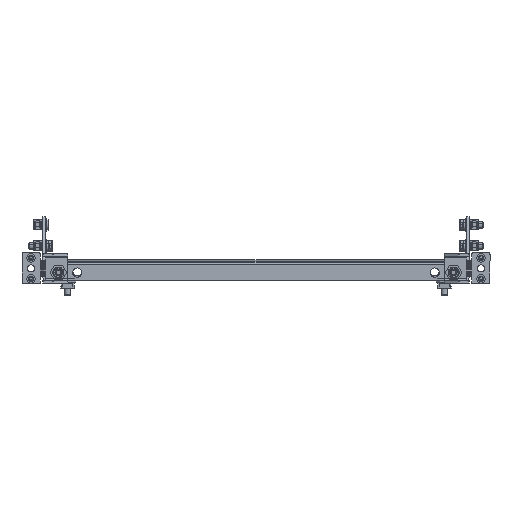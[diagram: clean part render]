
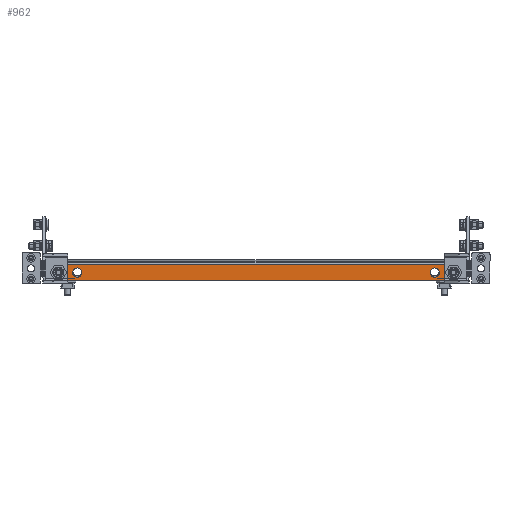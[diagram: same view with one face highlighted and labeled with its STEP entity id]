
A CAD part, front view. The second image highlights one B-rep face of the part: STEP entity #962.
In plain terms, the highlighted planar face has unit normal (0, -1, -0.002).
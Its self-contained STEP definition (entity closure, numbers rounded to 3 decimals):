
#237 = CARTESIAN_POINT ( 'NONE',  ( 242.146, -548., -16. ) ) ;
#255 = VERTEX_POINT ( 'NONE', #1485 ) ;
#281 = EDGE_CURVE ( 'NONE', #4520, #8630, #4723, .T. ) ;
#466 = EDGE_CURVE ( 'NONE', #18503, #15780, #1529, .T. ) ;
#671 = AXIS2_PLACEMENT_3D ( 'NONE', #894, #7494, #12076 ) ;
#894 = CARTESIAN_POINT ( 'NONE',  ( -242.146, -548., -16. ) ) ;
#962 = ADVANCED_FACE ( 'NONE', ( #12389, #18320, #19335, #11882, #18834 ), #12172, .F. ) ;
#1207 = CIRCLE ( 'NONE', #3035, 5.5 ) ;
#1458 = CARTESIAN_POINT ( 'NONE',  ( -235., -548., -11.5 ) ) ;
#1485 = CARTESIAN_POINT ( 'NONE',  ( -247.146, -548., -2. ) ) ;
#1529 = CIRCLE ( 'NONE', #3301, 5.5 ) ;
#1584 = AXIS2_PLACEMENT_3D ( 'NONE', #237, #1833, #4918 ) ;
#1595 = VERTEX_POINT ( 'NONE', #3782 ) ;
#1656 = ORIENTED_EDGE ( 'NONE', *, *, #8467, .T. ) ;
#1833 = DIRECTION ( 'NONE',  ( 0., -1., 0. ) ) ;
#2024 = ORIENTED_EDGE ( 'NONE', *, *, #7751, .T. ) ;
#3035 = AXIS2_PLACEMENT_3D ( 'NONE', #17178, #18517, #15447 ) ;
#3077 = ORIENTED_EDGE ( 'NONE', *, *, #15461, .T. ) ;
#3110 = CIRCLE ( 'NONE', #671, 5. ) ;
#3117 = DIRECTION ( 'NONE',  ( 0., 0., 1. ) ) ;
#3123 = CARTESIAN_POINT ( 'NONE',  ( -235., -548., -11.5 ) ) ;
#3301 = AXIS2_PLACEMENT_3D ( 'NONE', #3123, #12509, #12381 ) ;
#3334 = LINE ( 'NONE', #9343, #17685 ) ;
#3436 = CARTESIAN_POINT ( 'NONE',  ( 235., -548., -11.5 ) ) ;
#3656 = DIRECTION ( 'NONE',  ( 0., -1., 0. ) ) ;
#3782 = CARTESIAN_POINT ( 'NONE',  ( -212.5, -548., -6. ) ) ;
#3917 = CARTESIAN_POINT ( 'NONE',  ( -242.146, -548., -21. ) ) ;
#4195 = AXIS2_PLACEMENT_3D ( 'NONE', #12579, #7777, #6320 ) ;
#4321 = DIRECTION ( 'NONE',  ( 0., -1., 0. ) ) ;
#4481 = VECTOR ( 'NONE', #11029, 1000. ) ;
#4520 = VERTEX_POINT ( 'NONE', #16163 ) ;
#4544 = EDGE_LOOP ( 'NONE', ( #1656, #16310 ) ) ;
#4680 = DIRECTION ( 'NONE',  ( 1., 0., 0. ) ) ;
#4723 = CIRCLE ( 'NONE', #1584, 5. ) ;
#4880 = EDGE_LOOP ( 'NONE', ( #3077, #19398 ) ) ;
#4918 = DIRECTION ( 'NONE',  ( 0., 0., 1. ) ) ;
#5138 = LINE ( 'NONE', #5180, #17040 ) ;
#5165 = AXIS2_PLACEMENT_3D ( 'NONE', #5548, #6970, #8555 ) ;
#5180 = CARTESIAN_POINT ( 'NONE',  ( -247.146, -548., 0. ) ) ;
#5439 = EDGE_CURVE ( 'NONE', #15554, #1595, #8248, .T. ) ;
#5548 = CARTESIAN_POINT ( 'NONE',  ( 212.5, -548., -11.5 ) ) ;
#5840 = CARTESIAN_POINT ( 'NONE',  ( 247.146, -548., -2. ) ) ;
#6134 = CARTESIAN_POINT ( 'NONE',  ( -249.5, -548., 0. ) ) ;
#6320 = DIRECTION ( 'NONE',  ( 0., 0., -1. ) ) ;
#6510 = CARTESIAN_POINT ( 'NONE',  ( 212.5, -548., -11.5 ) ) ;
#6970 = DIRECTION ( 'NONE',  ( 0., 1., 0. ) ) ;
#7277 = DIRECTION ( 'NONE',  ( 0., 0., -1. ) ) ;
#7494 = DIRECTION ( 'NONE',  ( 0., -1., 0. ) ) ;
#7656 = CARTESIAN_POINT ( 'NONE',  ( -235., -548., -6. ) ) ;
#7751 = EDGE_CURVE ( 'NONE', #14165, #4520, #16582, .T. ) ;
#7777 = DIRECTION ( 'NONE',  ( 0., 1., 0. ) ) ;
#8073 = CARTESIAN_POINT ( 'NONE',  ( 212.5, -548., -6. ) ) ;
#8113 = AXIS2_PLACEMENT_3D ( 'NONE', #20201, #4321, #7277 ) ;
#8176 = AXIS2_PLACEMENT_3D ( 'NONE', #6134, #12586, #3117 ) ;
#8232 = EDGE_LOOP ( 'NONE', ( #8965, #20308 ) ) ;
#8243 = DIRECTION ( 'NONE',  ( 0., 1., 0. ) ) ;
#8248 = CIRCLE ( 'NONE', #8113, 5.5 ) ;
#8306 = DIRECTION ( 'NONE',  ( 0., 0., -1. ) ) ;
#8317 = EDGE_CURVE ( 'NONE', #16931, #14165, #3110, .T. ) ;
#8467 = EDGE_CURVE ( 'NONE', #12271, #11614, #15313, .T. ) ;
#8555 = DIRECTION ( 'NONE',  ( 0., 0., -1. ) ) ;
#8630 = VERTEX_POINT ( 'NONE', #16259 ) ;
#8730 = ORIENTED_EDGE ( 'NONE', *, *, #9258, .T. ) ;
#8764 = CIRCLE ( 'NONE', #4195, 5.5 ) ;
#8833 = CARTESIAN_POINT ( 'NONE',  ( 235., -548., -6. ) ) ;
#8965 = ORIENTED_EDGE ( 'NONE', *, *, #15463, .F. ) ;
#9258 = EDGE_CURVE ( 'NONE', #255, #16931, #5138, .T. ) ;
#9343 = CARTESIAN_POINT ( 'NONE',  ( 247.146, -548., 0. ) ) ;
#9489 = DIRECTION ( 'NONE',  ( 0., 1., 0. ) ) ;
#9565 = CARTESIAN_POINT ( 'NONE',  ( -249.5, -548., -21. ) ) ;
#10438 = ORIENTED_EDGE ( 'NONE', *, *, #5439, .F. ) ;
#10731 = CARTESIAN_POINT ( 'NONE',  ( -235., -548., -17. ) ) ;
#11029 = DIRECTION ( 'NONE',  ( 1., 0., 0. ) ) ;
#11120 = ORIENTED_EDGE ( 'NONE', *, *, #15798, .F. ) ;
#11152 = EDGE_LOOP ( 'NONE', ( #2024, #15799, #13163, #17877, #8730, #14274 ) ) ;
#11470 = VERTEX_POINT ( 'NONE', #8833 ) ;
#11614 = VERTEX_POINT ( 'NONE', #8073 ) ;
#11728 = CIRCLE ( 'NONE', #5165, 5.5 ) ;
#11821 = EDGE_CURVE ( 'NONE', #15820, #8630, #3334, .T. ) ;
#11882 = FACE_BOUND ( 'NONE', #14013, .T. ) ;
#11890 = EDGE_CURVE ( 'NONE', #11470, #14630, #15452, .T. ) ;
#12076 = DIRECTION ( 'NONE',  ( 0., 0., 1. ) ) ;
#12172 = PLANE ( 'NONE',  #8176 ) ;
#12271 = VERTEX_POINT ( 'NONE', #19731 ) ;
#12365 = DIRECTION ( 'NONE',  ( 0., 0., -1. ) ) ;
#12381 = DIRECTION ( 'NONE',  ( 0., 0., -1. ) ) ;
#12389 = FACE_BOUND ( 'NONE', #4880, .T. ) ;
#12508 = CIRCLE ( 'NONE', #16646, 5.5 ) ;
#12509 = DIRECTION ( 'NONE',  ( 0., -1., 0. ) ) ;
#12579 = CARTESIAN_POINT ( 'NONE',  ( 235., -548., -11.5 ) ) ;
#12586 = DIRECTION ( 'NONE',  ( 0., 1., 0. ) ) ;
#12886 = VECTOR ( 'NONE', #4680, 1000. ) ;
#13163 = ORIENTED_EDGE ( 'NONE', *, *, #11821, .F. ) ;
#13619 = EDGE_CURVE ( 'NONE', #255, #15820, #15874, .T. ) ;
#13823 = CARTESIAN_POINT ( 'NONE',  ( 249.5, -548., -2. ) ) ;
#14013 = EDGE_LOOP ( 'NONE', ( #10438, #11120 ) ) ;
#14117 = CARTESIAN_POINT ( 'NONE',  ( -247.146, -548., -16. ) ) ;
#14165 = VERTEX_POINT ( 'NONE', #3917 ) ;
#14274 = ORIENTED_EDGE ( 'NONE', *, *, #8317, .T. ) ;
#14630 = VERTEX_POINT ( 'NONE', #17788 ) ;
#15313 = CIRCLE ( 'NONE', #16005, 5.5 ) ;
#15447 = DIRECTION ( 'NONE',  ( 0., 0., -1. ) ) ;
#15452 = CIRCLE ( 'NONE', #20461, 5.5 ) ;
#15461 = EDGE_CURVE ( 'NONE', #14630, #11470, #8764, .T. ) ;
#15463 = EDGE_CURVE ( 'NONE', #15780, #18503, #12508, .T. ) ;
#15554 = VERTEX_POINT ( 'NONE', #20348 ) ;
#15780 = VERTEX_POINT ( 'NONE', #10731 ) ;
#15798 = EDGE_CURVE ( 'NONE', #1595, #15554, #1207, .T. ) ;
#15799 = ORIENTED_EDGE ( 'NONE', *, *, #281, .T. ) ;
#15820 = VERTEX_POINT ( 'NONE', #5840 ) ;
#15874 = LINE ( 'NONE', #13823, #4481 ) ;
#16005 = AXIS2_PLACEMENT_3D ( 'NONE', #6510, #9489, #19015 ) ;
#16163 = CARTESIAN_POINT ( 'NONE',  ( 242.146, -548., -21. ) ) ;
#16259 = CARTESIAN_POINT ( 'NONE',  ( 247.146, -548., -16. ) ) ;
#16310 = ORIENTED_EDGE ( 'NONE', *, *, #20281, .T. ) ;
#16514 = DIRECTION ( 'NONE',  ( 0., 0., -1. ) ) ;
#16582 = LINE ( 'NONE', #9565, #12886 ) ;
#16646 = AXIS2_PLACEMENT_3D ( 'NONE', #1458, #3656, #12365 ) ;
#16931 = VERTEX_POINT ( 'NONE', #14117 ) ;
#17040 = VECTOR ( 'NONE', #16514, 1000. ) ;
#17115 = DIRECTION ( 'NONE',  ( 0., 0., -1. ) ) ;
#17178 = CARTESIAN_POINT ( 'NONE',  ( -212.5, -548., -11.5 ) ) ;
#17685 = VECTOR ( 'NONE', #17115, 1000. ) ;
#17788 = CARTESIAN_POINT ( 'NONE',  ( 235., -548., -17. ) ) ;
#17877 = ORIENTED_EDGE ( 'NONE', *, *, #13619, .F. ) ;
#18320 = FACE_BOUND ( 'NONE', #4544, .T. ) ;
#18503 = VERTEX_POINT ( 'NONE', #7656 ) ;
#18517 = DIRECTION ( 'NONE',  ( 0., -1., 0. ) ) ;
#18834 = FACE_OUTER_BOUND ( 'NONE', #11152, .T. ) ;
#19015 = DIRECTION ( 'NONE',  ( 0., 0., -1. ) ) ;
#19335 = FACE_BOUND ( 'NONE', #8232, .T. ) ;
#19398 = ORIENTED_EDGE ( 'NONE', *, *, #11890, .T. ) ;
#19731 = CARTESIAN_POINT ( 'NONE',  ( 212.5, -548., -17. ) ) ;
#20201 = CARTESIAN_POINT ( 'NONE',  ( -212.5, -548., -11.5 ) ) ;
#20281 = EDGE_CURVE ( 'NONE', #11614, #12271, #11728, .T. ) ;
#20308 = ORIENTED_EDGE ( 'NONE', *, *, #466, .F. ) ;
#20348 = CARTESIAN_POINT ( 'NONE',  ( -212.5, -548., -17. ) ) ;
#20461 = AXIS2_PLACEMENT_3D ( 'NONE', #3436, #8243, #8306 ) ;
